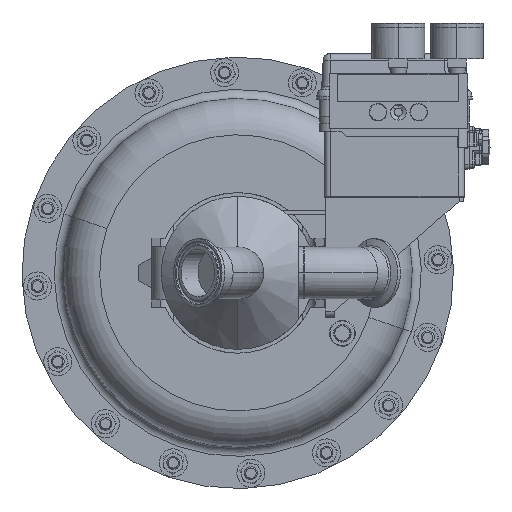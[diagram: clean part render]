
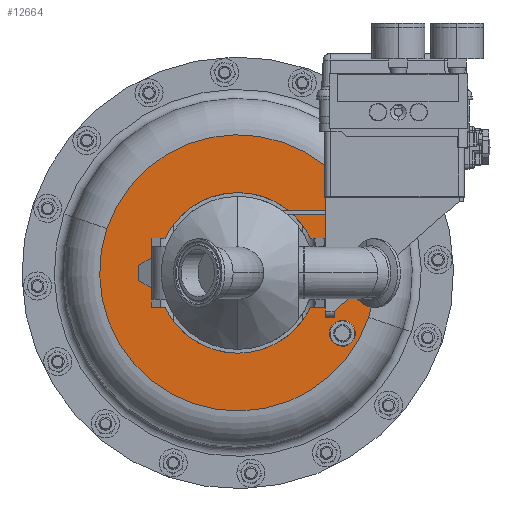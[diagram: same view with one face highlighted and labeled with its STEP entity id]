
A CAD part, front view. The second image highlights one B-rep face of the part: STEP entity #12664.
In plain terms, the highlighted planar face has unit normal (0, -1, 0).
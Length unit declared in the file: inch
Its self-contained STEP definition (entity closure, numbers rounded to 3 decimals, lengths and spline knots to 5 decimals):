
#4359 = CARTESIAN_POINT ( 'NONE',  ( 2.93778, 9.66, -1.38679 ) ) ;
#5055 = ORIENTED_EDGE ( 'NONE', *, *, #30322, .T. ) ;
#7483 = CARTESIAN_POINT ( 'NONE',  ( 3.03109, 9.66, -1.75 ) ) ;
#8422 = CARTESIAN_POINT ( 'NONE',  ( 0., 9.66, 2.325 ) ) ;
#8736 = FACE_BOUND ( 'NONE', #19857, .T. ) ;
#10065 = CIRCLE ( 'NONE', #32362, 4. ) ;
#12166 = VERTEX_POINT ( 'NONE', #48839 ) ;
#12664 = ADVANCED_FACE ( 'NONE', ( #8736, #34499, #23838 ), #42206, .T. ) ;
#13211 = CARTESIAN_POINT ( 'NONE',  ( 0., 9.66, 0. ) ) ;
#14074 = CARTESIAN_POINT ( 'NONE',  ( 0., 9.66, -2.325 ) ) ;
#15582 = CIRCLE ( 'NONE', #20110, 4. ) ;
#18684 = DIRECTION ( 'NONE',  ( 0., 0., -1. ) ) ;
#19312 = DIRECTION ( 'NONE',  ( 0., 1., 0. ) ) ;
#19323 = CIRCLE ( 'NONE', #33920, 0.375 ) ;
#19857 = EDGE_LOOP ( 'NONE', ( #48532, #27391 ) ) ;
#20110 = AXIS2_PLACEMENT_3D ( 'NONE', #39476, #35271, #46889 ) ;
#21515 = AXIS2_PLACEMENT_3D ( 'NONE', #22408, #22763, #38519 ) ;
#21671 = DIRECTION ( 'NONE',  ( 0., 0., -1. ) ) ;
#22118 = AXIS2_PLACEMENT_3D ( 'NONE', #33884, #34417, #46347 ) ;
#22408 = CARTESIAN_POINT ( 'NONE',  ( -1.28576, 9.66, -3.78772 ) ) ;
#22446 = EDGE_CURVE ( 'NONE', #12166, #43856, #15582, .T. ) ;
#22674 = CARTESIAN_POINT ( 'NONE',  ( 0., 9.66, 0. ) ) ;
#22763 = DIRECTION ( 'NONE',  ( 0., -1., 0. ) ) ;
#22988 = EDGE_CURVE ( 'NONE', #30283, #46020, #19323, .T. ) ;
#23838 = FACE_BOUND ( 'NONE', #35208, .T. ) ;
#24967 = ORIENTED_EDGE ( 'NONE', *, *, #22988, .T. ) ;
#25542 = ORIENTED_EDGE ( 'NONE', *, *, #27211, .F. ) ;
#27211 = EDGE_CURVE ( 'NONE', #43856, #12166, #10065, .T. ) ;
#27391 = ORIENTED_EDGE ( 'NONE', *, *, #33465, .F. ) ;
#27547 = DIRECTION ( 'NONE',  ( 0.947, 0., -0.321 ) ) ;
#29374 = VERTEX_POINT ( 'NONE', #14074 ) ;
#30283 = VERTEX_POINT ( 'NONE', #30369 ) ;
#30322 = EDGE_CURVE ( 'NONE', #46020, #30283, #51268, .T. ) ;
#30369 = CARTESIAN_POINT ( 'NONE',  ( 3.1244, 9.66, -2.11321 ) ) ;
#30463 = CIRCLE ( 'NONE', #32532, 2.325 ) ;
#30854 = EDGE_CURVE ( 'NONE', #29374, #37905, #30463, .T. ) ;
#32362 = AXIS2_PLACEMENT_3D ( 'NONE', #22674, #19312, #27547 ) ;
#32532 = AXIS2_PLACEMENT_3D ( 'NONE', #50602, #46735, #18684 ) ;
#33465 = EDGE_CURVE ( 'NONE', #37905, #29374, #34469, .T. ) ;
#33884 = CARTESIAN_POINT ( 'NONE',  ( 3.03109, 9.66, -1.75 ) ) ;
#33920 = AXIS2_PLACEMENT_3D ( 'NONE', #7483, #43663, #47696 ) ;
#34417 = DIRECTION ( 'NONE',  ( 0., 1., 0. ) ) ;
#34469 = CIRCLE ( 'NONE', #44073, 2.325 ) ;
#34499 = FACE_OUTER_BOUND ( 'NONE', #36739, .T. ) ;
#35208 = EDGE_LOOP ( 'NONE', ( #24967, #5055 ) ) ;
#35271 = DIRECTION ( 'NONE',  ( 0., 1., 0. ) ) ;
#36739 = EDGE_LOOP ( 'NONE', ( #25542, #50731 ) ) ;
#37905 = VERTEX_POINT ( 'NONE', #8422 ) ;
#38519 = DIRECTION ( 'NONE',  ( -0.947, 0., 0.321 ) ) ;
#39476 = CARTESIAN_POINT ( 'NONE',  ( 0., 9.66, 0. ) ) ;
#42206 = PLANE ( 'NONE',  #21515 ) ;
#43663 = DIRECTION ( 'NONE',  ( 0., 1., 0. ) ) ;
#43856 = VERTEX_POINT ( 'NONE', #45058 ) ;
#44073 = AXIS2_PLACEMENT_3D ( 'NONE', #13211, #45501, #21671 ) ;
#45058 = CARTESIAN_POINT ( 'NONE',  ( 3.78772, 9.66, -1.28576 ) ) ;
#45501 = DIRECTION ( 'NONE',  ( 0., -1., 0. ) ) ;
#46020 = VERTEX_POINT ( 'NONE', #4359 ) ;
#46347 = DIRECTION ( 'NONE',  ( 0.249, 0., -0.969 ) ) ;
#46735 = DIRECTION ( 'NONE',  ( 0., -1., 0. ) ) ;
#46889 = DIRECTION ( 'NONE',  ( 0.947, 0., -0.321 ) ) ;
#47696 = DIRECTION ( 'NONE',  ( 0.249, 0., -0.969 ) ) ;
#48532 = ORIENTED_EDGE ( 'NONE', *, *, #30854, .F. ) ;
#48839 = CARTESIAN_POINT ( 'NONE',  ( -3.78772, 9.66, 1.28576 ) ) ;
#50602 = CARTESIAN_POINT ( 'NONE',  ( 0., 9.66, 0. ) ) ;
#50731 = ORIENTED_EDGE ( 'NONE', *, *, #22446, .F. ) ;
#51268 = CIRCLE ( 'NONE', #22118, 0.375 ) ;
